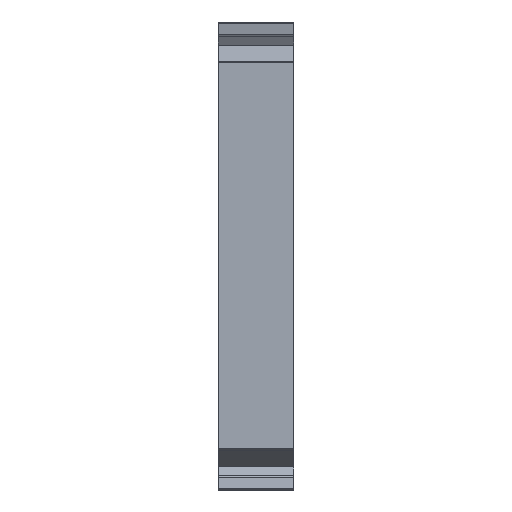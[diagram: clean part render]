
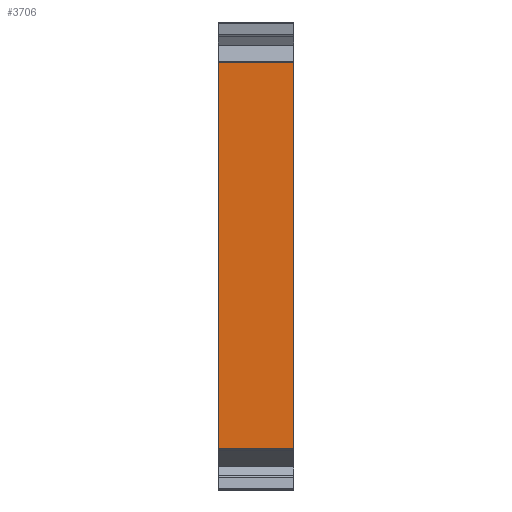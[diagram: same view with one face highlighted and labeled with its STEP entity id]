
A CAD part, top view. The second image highlights one B-rep face of the part: STEP entity #3706.
In plain terms, the highlighted planar face has unit normal (0, 0, 1).
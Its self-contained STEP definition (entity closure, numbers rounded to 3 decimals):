
#3679=AXIS2_PLACEMENT_3D('Plane Axis2P3D',#3676,#3677,#3678) ;
#2911=CARTESIAN_POINT('Vertex',(5.8,3.151,29.927)) ;
#3569=CARTESIAN_POINT('Vertex',(5.8,32.848,29.927)) ;
#3572=CARTESIAN_POINT('Line Origine',(5.8,18.,29.927)) ;
#3676=CARTESIAN_POINT('Axis2P3D Location',(5.8,32.848,29.927)) ;
#3681=CARTESIAN_POINT('Line Origine',(2.9,3.151,29.927)) ;
#3685=CARTESIAN_POINT('Vertex',(0.,3.151,29.927)) ;
#3688=CARTESIAN_POINT('Line Origine',(2.9,32.848,29.927)) ;
#3692=CARTESIAN_POINT('Vertex',(0.,32.848,29.927)) ;
#3695=CARTESIAN_POINT('Line Origine',(0.,18.,29.927)) ;
#3573=DIRECTION('Vector Direction',(0.,-1.,0.)) ;
#3677=DIRECTION('Axis2P3D Direction',(0.,0.,-1.)) ;
#3678=DIRECTION('Axis2P3D XDirection',(0.,-1.,0.)) ;
#3682=DIRECTION('Vector Direction',(1.,0.,0.)) ;
#3689=DIRECTION('Vector Direction',(1.,0.,0.)) ;
#3696=DIRECTION('Vector Direction',(0.,1.,0.)) ;
#3574=VECTOR('Line Direction',#3573,1.) ;
#3683=VECTOR('Line Direction',#3682,1.) ;
#3690=VECTOR('Line Direction',#3689,1.) ;
#3697=VECTOR('Line Direction',#3696,1.) ;
#3701=ORIENTED_EDGE('',*,*,#3687,.T.) ;
#3702=ORIENTED_EDGE('',*,*,#3576,.T.) ;
#3703=ORIENTED_EDGE('',*,*,#3694,.F.) ;
#3704=ORIENTED_EDGE('',*,*,#3699,.F.) ;
#3706=ADVANCED_FACE('07176_STGF DLS2.1',(#3705),#3680,.F.) ;
#3576=EDGE_CURVE('',#2912,#3570,#3575,.F.) ;
#3687=EDGE_CURVE('',#3686,#2912,#3684,.T.) ;
#3694=EDGE_CURVE('',#3693,#3570,#3691,.T.) ;
#3699=EDGE_CURVE('',#3686,#3693,#3698,.T.) ;
#3700=EDGE_LOOP('',(#3701,#3702,#3703,#3704)) ;
#3705=FACE_OUTER_BOUND('',#3700,.T.) ;
#3575=LINE('Line',#3572,#3574) ;
#3684=LINE('Line',#3681,#3683) ;
#3691=LINE('Line',#3688,#3690) ;
#3698=LINE('Line',#3695,#3697) ;
#3680=PLANE('',#3679) ;
#2912=VERTEX_POINT('',#2911) ;
#3570=VERTEX_POINT('',#3569) ;
#3686=VERTEX_POINT('',#3685) ;
#3693=VERTEX_POINT('',#3692) ;
